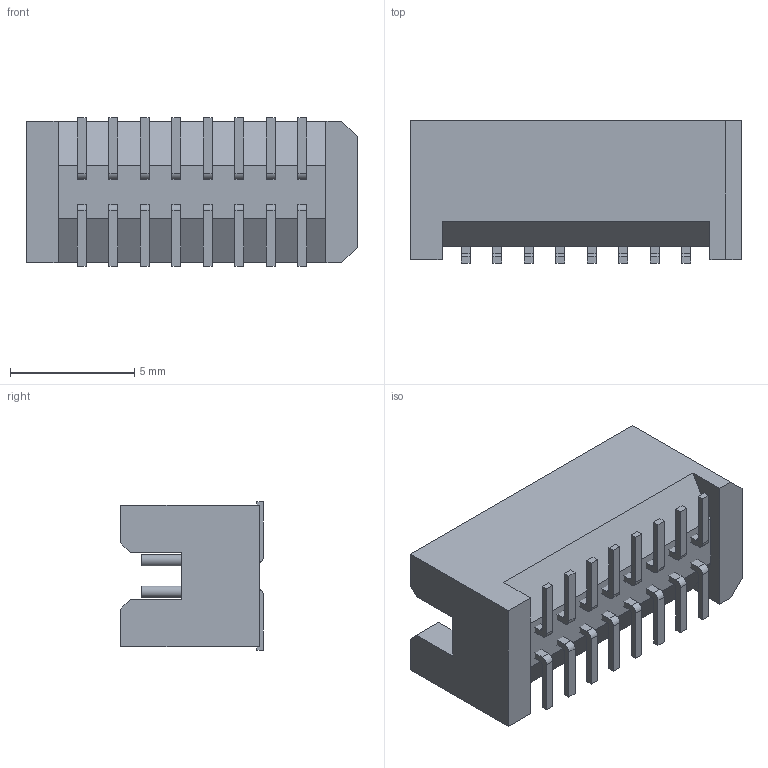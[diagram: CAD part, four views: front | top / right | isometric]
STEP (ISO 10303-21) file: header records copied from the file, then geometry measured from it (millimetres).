
FILE_DESCRIPTION(/* description */ ('STEP AP214'),/* implementation_level */ '2;1');
FILE_NAME(/* name */ 'TFM-108-02-L-D',/* time_stamp */ '2025-08-05T00:06:13+02:00',/* author */ ('License CC BY-ND 4.0'),/* organization */ ('CADENAS'),/* preprocessor_version */ 'ST-DEVELOPER v19.3',/* originating_system */ 'PARTsolutions',/* authorisation */ ' ');
FILE_SCHEMA (('AUTOMOTIVE_DESIGN {1 0 10303 214 3 1 1}'));
Length unit declared in the file: inch
Products named in the file (4): TFM-108-02-L-D; TFM-108-02-L-D_terminal; TFM-108-02-L-D-L_pins; TFM-108-02-L-D-L-2_pins
Assembly tree (3 placements, depth 2):
  TFM-108-02-L-D
    TFM-108-02-L-D_terminal
    TFM-108-02-L-D-L_pins
    TFM-108-02-L-D-L-2_pins
Bounding box: 13.34 x 5.74 x 5.97 mm (x, y, z)
Volume: 216 mm3; surface area: 677.1 mm2
Topology: 3 solids, 3 shells, 218 faces, 597 edges, 401 vertices
Faces by surface type: plane 170, cylinder 48
Full cylindrical faces by diameter (mm): 0.457 x16
Entity records: 6750 total; most frequent: CARTESIAN_POINT 1172, ORIENTED_EDGE 1130, DIRECTION 1105, EDGE_CURVE 565, LINE 469, VECTOR 469, VERTEX_POINT 385, AXIS2_PLACEMENT_3D 318
